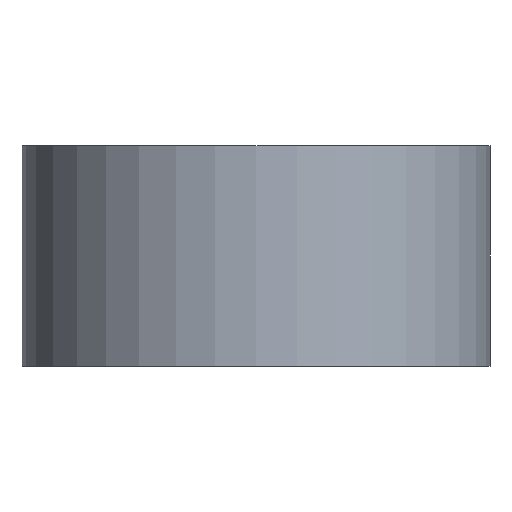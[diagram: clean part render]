
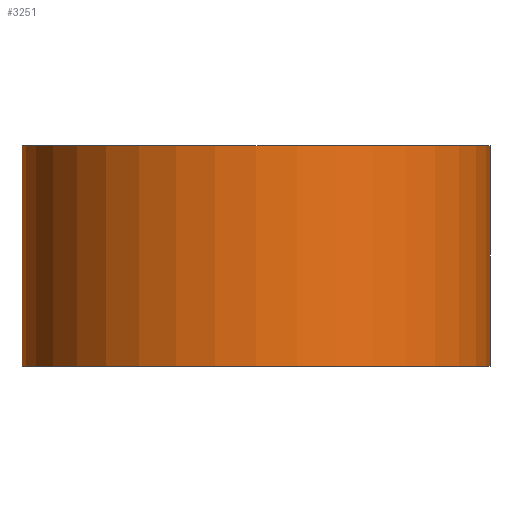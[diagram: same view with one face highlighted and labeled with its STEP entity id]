
A CAD part, front view. The second image highlights one B-rep face of the part: STEP entity #3251.
In plain terms, the highlighted cylindrical face has radius 42.5 mm (diameter 85 mm), a partial arc.
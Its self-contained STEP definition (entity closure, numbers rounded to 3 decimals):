
#138 = AXIS2_PLACEMENT_3D ( 'NONE', #5464, #1615, #2400 ) ;
#226 = CIRCLE ( 'NONE', #5168, 42.5 ) ;
#296 = DIRECTION ( 'NONE',  ( 1., 0., 0. ) ) ;
#353 = DIRECTION ( 'NONE',  ( 0., 0., 1. ) ) ;
#371 = LINE ( 'NONE', #768, #5032 ) ;
#630 = ORIENTED_EDGE ( 'NONE', *, *, #5405, .T. ) ;
#768 = CARTESIAN_POINT ( 'NONE',  ( 42.5, 0., -40. ) ) ;
#1439 = VECTOR ( 'NONE', #4961, 1000. ) ;
#1534 = DIRECTION ( 'NONE',  ( 1., 0., 0. ) ) ;
#1615 = DIRECTION ( 'NONE',  ( 0., 0., 1. ) ) ;
#1729 = CARTESIAN_POINT ( 'NONE',  ( -42.5, 0., 0. ) ) ;
#2198 = VERTEX_POINT ( 'NONE', #1729 ) ;
#2363 = VERTEX_POINT ( 'NONE', #3129 ) ;
#2373 = ORIENTED_EDGE ( 'NONE', *, *, #4315, .T. ) ;
#2377 = CARTESIAN_POINT ( 'NONE',  ( -42.5, 0., -40. ) ) ;
#2388 = ORIENTED_EDGE ( 'NONE', *, *, #5363, .F. ) ;
#2400 = DIRECTION ( 'NONE',  ( 1., 0., 0. ) ) ;
#2484 = DIRECTION ( 'NONE',  ( 0., 0., 1. ) ) ;
#2518 = ORIENTED_EDGE ( 'NONE', *, *, #5477, .F. ) ;
#2519 = FACE_OUTER_BOUND ( 'NONE', #4506, .T. ) ;
#2937 = CYLINDRICAL_SURFACE ( 'NONE', #4936, 42.5 ) ;
#3014 = CIRCLE ( 'NONE', #138, 42.5 ) ;
#3129 = CARTESIAN_POINT ( 'NONE',  ( -42.5, 0., -40. ) ) ;
#3251 = ADVANCED_FACE ( 'NONE', ( #2519 ), #2937, .T. ) ;
#3328 = DIRECTION ( 'NONE',  ( 0., 0., 1. ) ) ;
#3378 = VERTEX_POINT ( 'NONE', #4577 ) ;
#3701 = CARTESIAN_POINT ( 'NONE',  ( 0., 0., -40. ) ) ;
#3813 = CARTESIAN_POINT ( 'NONE',  ( 42.5, 0., -40. ) ) ;
#4315 = EDGE_CURVE ( 'NONE', #5053, #3378, #371, .T. ) ;
#4506 = EDGE_LOOP ( 'NONE', ( #2388, #630, #2373, #2518 ) ) ;
#4577 = CARTESIAN_POINT ( 'NONE',  ( 42.5, 0., 0. ) ) ;
#4682 = CARTESIAN_POINT ( 'NONE',  ( 0., 0., -40. ) ) ;
#4934 = LINE ( 'NONE', #2377, #1439 ) ;
#4936 = AXIS2_PLACEMENT_3D ( 'NONE', #4682, #353, #296 ) ;
#4961 = DIRECTION ( 'NONE',  ( 0., 0., 1. ) ) ;
#5032 = VECTOR ( 'NONE', #2484, 1000. ) ;
#5053 = VERTEX_POINT ( 'NONE', #3813 ) ;
#5168 = AXIS2_PLACEMENT_3D ( 'NONE', #3701, #3328, #1534 ) ;
#5363 = EDGE_CURVE ( 'NONE', #2363, #2198, #4934, .T. ) ;
#5405 = EDGE_CURVE ( 'NONE', #2363, #5053, #226, .T. ) ;
#5464 = CARTESIAN_POINT ( 'NONE',  ( 0., 0., 0. ) ) ;
#5477 = EDGE_CURVE ( 'NONE', #2198, #3378, #3014, .T. ) ;
